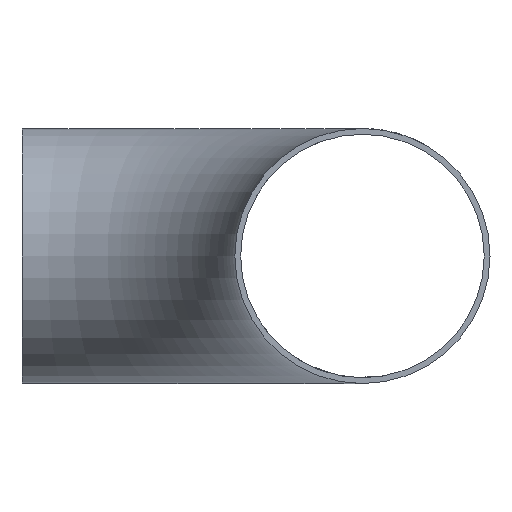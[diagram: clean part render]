
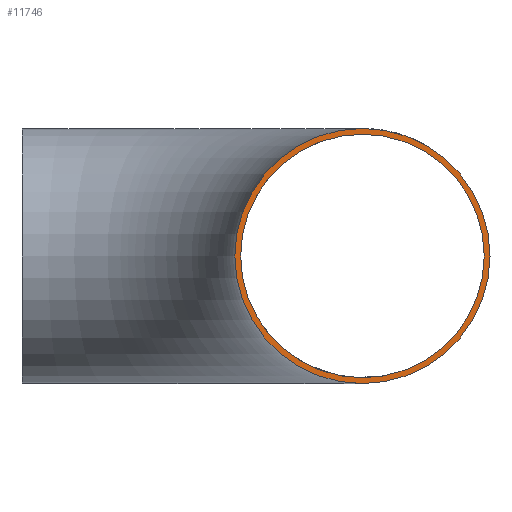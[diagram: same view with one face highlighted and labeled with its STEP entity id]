
A CAD part, left-side view. The second image highlights one B-rep face of the part: STEP entity #11746.
In plain terms, the highlighted planar face has unit normal (-1, 0, 0).
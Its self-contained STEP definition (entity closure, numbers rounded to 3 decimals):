
#877 = ORIENTED_EDGE ( 'NONE', *, *, #7746, .F. ) ;
#1515 = CARTESIAN_POINT ( 'NONE',  ( 0., 0., 0. ) ) ;
#2744 = DIRECTION ( 'NONE',  ( 0., 0., -1. ) ) ;
#2761 = CARTESIAN_POINT ( 'NONE',  ( 0., 0., 0. ) ) ;
#3117 = PLANE ( 'NONE',  #11809 ) ;
#3642 = EDGE_CURVE ( 'NONE', #16926, #16452, #7004, .T. ) ;
#3865 = CARTESIAN_POINT ( 'NONE',  ( 0., 0., -57.15 ) ) ;
#4544 = FACE_BOUND ( 'NONE', #7091, .T. ) ;
#5085 = ORIENTED_EDGE ( 'NONE', *, *, #3642, .T. ) ;
#5090 = CIRCLE ( 'NONE', #15688, 57.15 ) ;
#5598 = DIRECTION ( 'NONE',  ( 0., 0., -1. ) ) ;
#5687 = DIRECTION ( 'NONE',  ( 1., 0., 0. ) ) ;
#6137 = CARTESIAN_POINT ( 'NONE',  ( 0., 0., 0. ) ) ;
#6209 = ORIENTED_EDGE ( 'NONE', *, *, #17488, .T. ) ;
#6905 = AXIS2_PLACEMENT_3D ( 'NONE', #7038, #5687, #2744 ) ;
#7001 = DIRECTION ( 'NONE',  ( 1., 0., 0. ) ) ;
#7004 = CIRCLE ( 'NONE', #16088, 54.55 ) ;
#7038 = CARTESIAN_POINT ( 'NONE',  ( 0., 0., 0. ) ) ;
#7091 = EDGE_LOOP ( 'NONE', ( #6209, #5085 ) ) ;
#7149 = EDGE_CURVE ( 'NONE', #7445, #18233, #16278, .T. ) ;
#7445 = VERTEX_POINT ( 'NONE', #3865 ) ;
#7746 = EDGE_CURVE ( 'NONE', #18233, #7445, #5090, .T. ) ;
#7803 = DIRECTION ( 'NONE',  ( 0., 0., -1. ) ) ;
#8142 = CARTESIAN_POINT ( 'NONE',  ( 0., 0., 0. ) ) ;
#8294 = DIRECTION ( 'NONE',  ( 1., 0., 0. ) ) ;
#9005 = CARTESIAN_POINT ( 'NONE',  ( 0., 0., -54.55 ) ) ;
#10235 = CARTESIAN_POINT ( 'NONE',  ( 0., 0., 57.15 ) ) ;
#11144 = CIRCLE ( 'NONE', #18714, 54.55 ) ;
#11746 = ADVANCED_FACE ( 'NONE', ( #4544, #16978 ), #3117, .F. ) ;
#11809 = AXIS2_PLACEMENT_3D ( 'NONE', #2761, #18697, #5598 ) ;
#12214 = CARTESIAN_POINT ( 'NONE',  ( 0., 0., 54.55 ) ) ;
#13067 = DIRECTION ( 'NONE',  ( 1., 0., 0. ) ) ;
#14020 = DIRECTION ( 'NONE',  ( 0., 0., -1. ) ) ;
#15157 = ORIENTED_EDGE ( 'NONE', *, *, #7149, .F. ) ;
#15688 = AXIS2_PLACEMENT_3D ( 'NONE', #8142, #7001, #14020 ) ;
#16088 = AXIS2_PLACEMENT_3D ( 'NONE', #1515, #8294, #7803 ) ;
#16278 = CIRCLE ( 'NONE', #6905, 57.15 ) ;
#16452 = VERTEX_POINT ( 'NONE', #12214 ) ;
#16926 = VERTEX_POINT ( 'NONE', #9005 ) ;
#16978 = FACE_OUTER_BOUND ( 'NONE', #18074, .T. ) ;
#17488 = EDGE_CURVE ( 'NONE', #16452, #16926, #11144, .T. ) ;
#17597 = DIRECTION ( 'NONE',  ( 0., 0., -1. ) ) ;
#18074 = EDGE_LOOP ( 'NONE', ( #15157, #877 ) ) ;
#18233 = VERTEX_POINT ( 'NONE', #10235 ) ;
#18697 = DIRECTION ( 'NONE',  ( 1., 0., 0. ) ) ;
#18714 = AXIS2_PLACEMENT_3D ( 'NONE', #6137, #13067, #17597 ) ;
